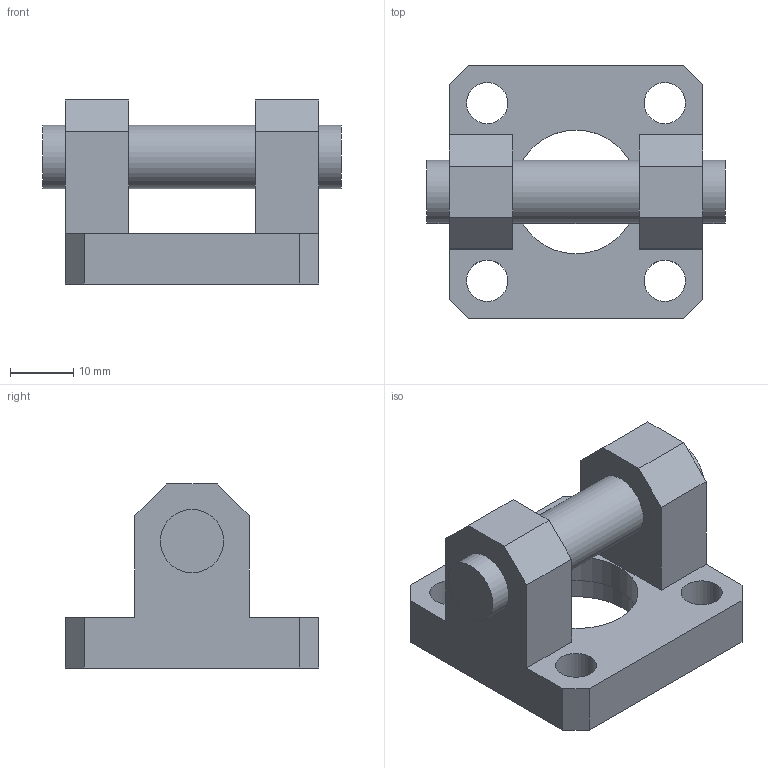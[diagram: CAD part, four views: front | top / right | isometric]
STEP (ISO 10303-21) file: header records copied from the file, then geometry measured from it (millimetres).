
FILE_DESCRIPTION(/* description */ (''),/* implementation_level */ '2;1');
FILE_NAME(/* name */ '1500_25_09F.stp',/* time_stamp */ '2016-10-11T16:49:46+02:00',/* author */ ('Maniean1'),/* organization */ ('Pneumax S.p.A.'),/* preprocessor_version */ 'ST-DEVELOPER v15.2',/* originating_system */ 'Autodesk Inventor 2014',/* authorisation */ '');
FILE_SCHEMA (('AUTOMOTIVE_DESIGN { 1 0 10303 214 3 1 1 }'));
Length unit declared in the file: millimetre
Products named in the file (1): 1500_25_09F
Bounding box: 47 x 40 x 29 mm (x, y, z)
Volume: 18275.6 mm3; surface area: 7505.5 mm2
Topology: 1 solids, 1 shells, 34 faces, 87 edges, 58 vertices
Faces by surface type: plane 25, cylinder 9
Full cylindrical faces by diameter (mm): 6.5 x4, 10 x3, 19.5 x1, 20.5 x1
Entity records: 1032 total; most frequent: CARTESIAN_POINT 171, DIRECTION 166, ORIENTED_EDGE 156, EDGE_CURVE 78, LINE 60, VECTOR 60, EDGE_LOOP 58, VERTEX_POINT 58
